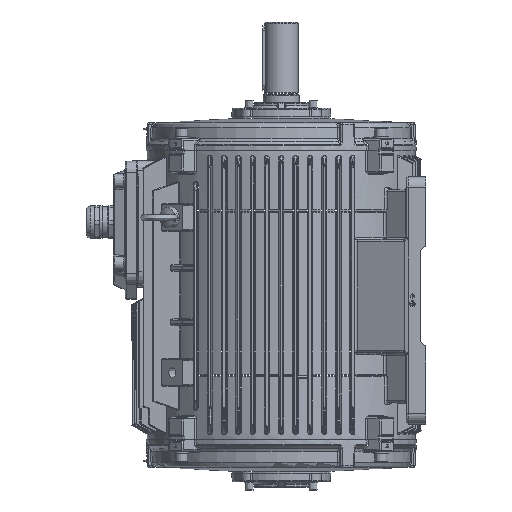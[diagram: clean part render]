
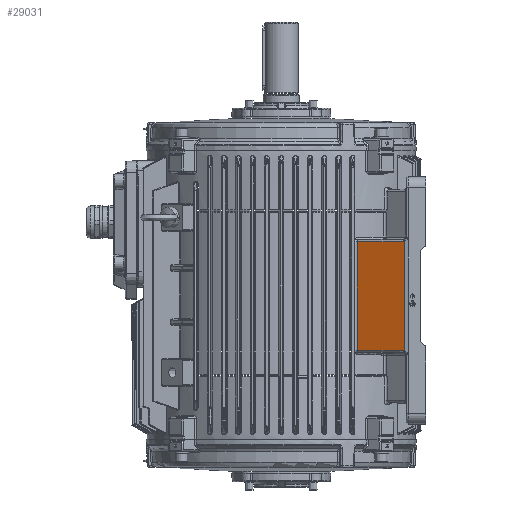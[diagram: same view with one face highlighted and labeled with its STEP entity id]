
A CAD part, left-side view. The second image highlights one B-rep face of the part: STEP entity #29031.
In plain terms, the highlighted planar face has unit normal (-0.9, 0.435, 0).
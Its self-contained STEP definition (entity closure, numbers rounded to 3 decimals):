
#3544=ELLIPSE('',#94586,8.886,8.);
#3545=ELLIPSE('',#94592,8.886,8.);
#26597=PLANE('',#94678);
#29031=ADVANCED_FACE('',(#33616),#26597,.F.);
#33616=FACE_OUTER_BOUND('',#37525,.T.);
#37525=EDGE_LOOP('',(#60636,#60637,#60638,#60639,#60640,#60641));
#40515=LINE('',#137236,#43630);
#40520=LINE('',#137349,#43635);
#40527=LINE('',#137414,#43642);
#41580=LINE('',#159505,#44695);
#43630=VECTOR('',#103440,1.);
#43635=VECTOR('',#103473,1.);
#43642=VECTOR('',#103506,1.);
#44695=VECTOR('',#108777,1.);
#60636=ORIENTED_EDGE('',*,*,#78900,.T.);
#60637=ORIENTED_EDGE('',*,*,#78880,.T.);
#60638=ORIENTED_EDGE('',*,*,#78918,.T.);
#60639=ORIENTED_EDGE('',*,*,#82613,.T.);
#60640=ORIENTED_EDGE('',*,*,#82606,.T.);
#60641=ORIENTED_EDGE('',*,*,#82617,.T.);
#70533=VERTEX_POINT('',#137202);
#70535=VERTEX_POINT('',#137237);
#70549=VERTEX_POINT('',#137350);
#70565=VERTEX_POINT('',#137415);
#73103=VERTEX_POINT('',#159504);
#73104=VERTEX_POINT('',#159506);
#78880=EDGE_CURVE('',#70535,#70533,#40515,.T.);
#78900=EDGE_CURVE('',#70549,#70535,#40520,.T.);
#78918=EDGE_CURVE('',#70533,#70565,#40527,.T.);
#82606=EDGE_CURVE('',#73104,#73103,#41580,.T.);
#82613=EDGE_CURVE('',#70565,#73104,#3544,.T.);
#82617=EDGE_CURVE('',#73103,#70549,#3545,.T.);
#94586=AXIS2_PLACEMENT_3D('',#159532,#108792,#108793);
#94592=AXIS2_PLACEMENT_3D('',#159562,#108804,#108805);
#94678=AXIS2_PLACEMENT_3D('',#160419,#108999,#109000);
#103440=DIRECTION('',(0.,0.,-1.));
#103473=DIRECTION('',(0.435,0.9,-0.004));
#103506=DIRECTION('',(-0.435,-0.9,-0.004));
#108777=DIRECTION('',(0.,0.,1.));
#108792=DIRECTION('',(0.9,-0.435,0.));
#108793=DIRECTION('',(0.435,0.9,-0.029));
#108804=DIRECTION('',(0.9,-0.435,0.));
#108805=DIRECTION('',(-0.435,-0.9,-0.029));
#108999=DIRECTION('',(0.9,-0.435,0.));
#109000=DIRECTION('',(0.435,0.9,0.));
#137202=CARTESIAN_POINT('',(-225.358,-147.7,-496.141));
#137236=CARTESIAN_POINT('',(-225.358,-147.7,-313.473));
#137237=CARTESIAN_POINT('',(-225.358,-147.7,-285.859));
#137349=CARTESIAN_POINT('',(-222.64,-142.076,-285.884));
#137350=CARTESIAN_POINT('',(-268.4,-236.745,-285.453));
#137414=CARTESIAN_POINT('',(-269.227,-238.457,-496.554));
#137415=CARTESIAN_POINT('',(-268.4,-236.745,-496.547));
#159504=CARTESIAN_POINT('',(-269.638,-239.307,-285.019));
#159505=CARTESIAN_POINT('',(-269.638,-239.307,-313.473));
#159506=CARTESIAN_POINT('',(-269.638,-239.307,-496.981));
#159532=CARTESIAN_POINT('',(-268.358,-236.659,-504.547));
#159562=CARTESIAN_POINT('',(-268.358,-236.659,-277.453));
#160419=CARTESIAN_POINT('',(-271.133,-242.4,-313.473));
